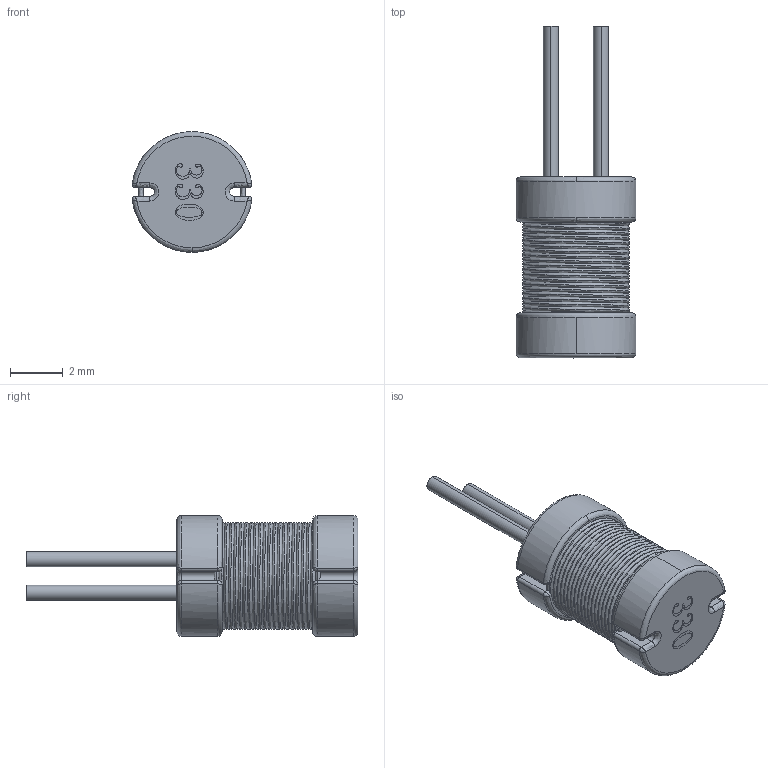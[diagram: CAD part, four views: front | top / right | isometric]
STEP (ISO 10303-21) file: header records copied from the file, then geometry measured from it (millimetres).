
FILE_DESCRIPTION(('FreeCAD Model'),'2;1');
FILE_NAME('Open CASCADE Shape Model','2025-04-29T10:32:07',('FreeCAD'),( 'FreeCAD'),'Open CASCADE STEP processor 7.6','FreeCAD','Unknown');
FILE_SCHEMA(('AUTOMOTIVE_DESIGN { 1 0 10303 214 1 1 1 1 }'));
Products named in the file (1): Open CASCADE STEP translator 7.6 1
Bounding box: 4.53 x 12.58 x 4.57 mm (x, y, z)
Volume: 76.3 mm3; surface area: 276.2 mm2
Topology: 1 solids, 1 shells, 156 faces, 438 edges, 260 vertices
Faces by surface type: bspline 156
Entity records: 34918 total; most frequent: CARTESIAN_POINT 32503, ORIENTED_EDGE 844, EDGE_CURVE 422, B_SPLINE_CURVE_WITH_KNOTS 314, VERTEX_POINT 260, FACE_BOUND 168, EDGE_LOOP 168, ADVANCED_FACE 156
